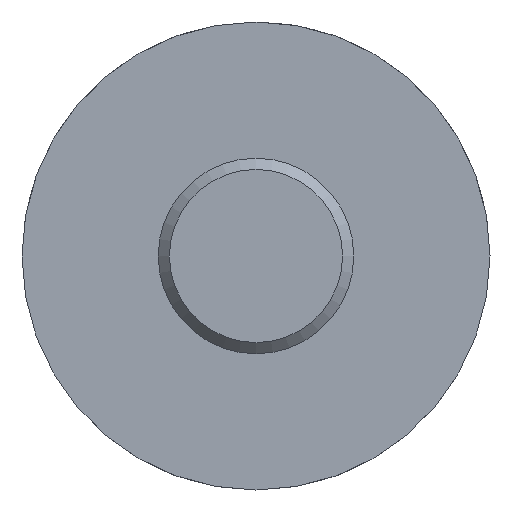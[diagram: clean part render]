
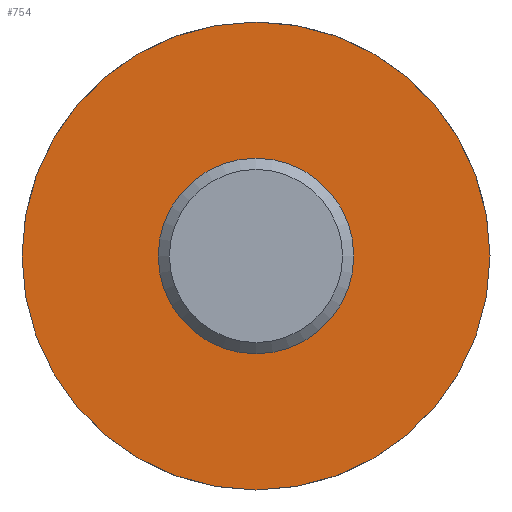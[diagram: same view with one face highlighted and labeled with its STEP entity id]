
A CAD part, left-side view. The second image highlights one B-rep face of the part: STEP entity #754.
In plain terms, the highlighted planar face has unit normal (-1, 0, 0).
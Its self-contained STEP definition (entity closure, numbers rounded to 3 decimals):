
#38=FACE_BOUND('',#214,.T.);
#164=FACE_OUTER_BOUND('',#213,.T.);
#213=EDGE_LOOP('',(#534));
#214=EDGE_LOOP('',(#535));
#263=CIRCLE('',#831,25.);
#270=CIRCLE('',#839,9.25);
#311=VERTEX_POINT('',#1117);
#331=VERTEX_POINT('',#1565);
#388=EDGE_CURVE('',#311,#311,#263,.T.);
#410=EDGE_CURVE('',#331,#331,#270,.T.);
#534=ORIENTED_EDGE('',*,*,#388,.F.);
#535=ORIENTED_EDGE('',*,*,#410,.F.);
#745=PLANE('',#838);
#754=ADVANCED_FACE('',(#164,#38),#745,.T.);
#831=AXIS2_PLACEMENT_3D('',#1118,#911,#912);
#838=AXIS2_PLACEMENT_3D('',#1564,#926,#927);
#839=AXIS2_PLACEMENT_3D('',#1566,#928,#929);
#911=DIRECTION('center_axis',(1.,0.,0.));
#912=DIRECTION('ref_axis',(0.,-1.,0.));
#926=DIRECTION('center_axis',(-1.,0.,0.));
#927=DIRECTION('ref_axis',(0.,1.,0.));
#928=DIRECTION('center_axis',(-1.,0.,0.));
#929=DIRECTION('ref_axis',(0.,1.,0.));
#1117=CARTESIAN_POINT('',(0.,-25.,0.));
#1118=CARTESIAN_POINT('Origin',(0.,0.,
0.));
#1564=CARTESIAN_POINT('Origin',(0.,0.,0.));
#1565=CARTESIAN_POINT('',(0.,-9.25,0.));
#1566=CARTESIAN_POINT('Origin',(0.,0.,0.));
